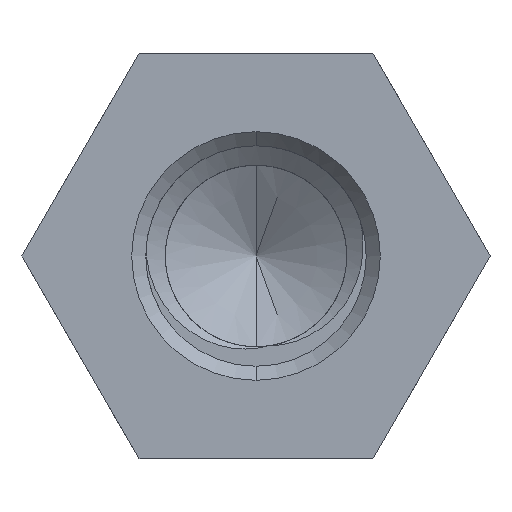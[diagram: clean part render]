
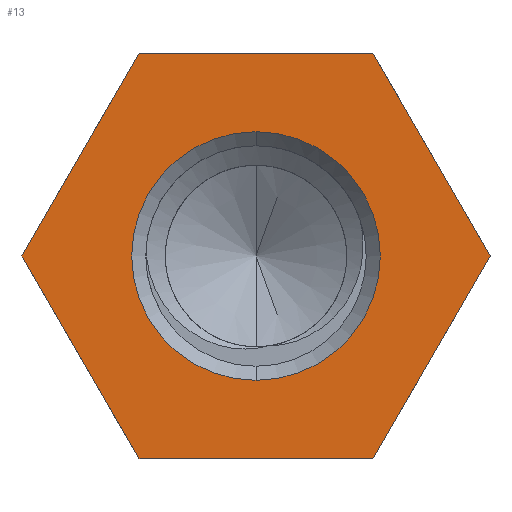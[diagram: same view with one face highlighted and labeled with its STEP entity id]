
A CAD part, front view. The second image highlights one B-rep face of the part: STEP entity #13.
In plain terms, the highlighted planar face has unit normal (0, -1, 0).
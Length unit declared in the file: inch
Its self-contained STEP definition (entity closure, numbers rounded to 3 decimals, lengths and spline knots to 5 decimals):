
#1 = ORIENTED_EDGE ( 'NONE', *, *, #24, .T. ) ;
#2 = EDGE_LOOP ( 'NONE', ( #1, #9 ) ) ;
#3 = EDGE_LOOP ( 'NONE', ( #3048, #3035, #3047, #1691, #1694, #3040 ) ) ;
#9 = ORIENTED_EDGE ( 'NONE', *, *, #10, .T. ) ;
#10 = EDGE_CURVE ( 'NONE', #3697, #3698, #1712, .T. ) ;
#13 = ADVANCED_FACE ( 'NONE', ( #1759, #1758 ), #1757, .T. ) ;
#19 = VERTEX_POINT ( 'NONE', #1752 ) ;
#20 = VERTEX_POINT ( 'NONE', #1751 ) ;
#24 = EDGE_CURVE ( 'NONE', #3698, #3697, #1746, .T. ) ;
#1520 = CARTESIAN_POINT ( 'NONE',  ( 0., 0., -0.0767 ) ) ;
#1521 = CARTESIAN_POINT ( 'NONE',  ( 0., 0., 0.0767 ) ) ;
#1691 = ORIENTED_EDGE ( 'NONE', *, *, #3043, .F. ) ;
#1694 = ORIENTED_EDGE ( 'NONE', *, *, #3038, .F. ) ;
#1708 = DIRECTION ( 'NONE',  ( 0., 0., 1. ) ) ;
#1709 = DIRECTION ( 'NONE',  ( 0., 1., 0. ) ) ;
#1710 = CARTESIAN_POINT ( 'NONE',  ( 0., 0., 0. ) ) ;
#1711 = AXIS2_PLACEMENT_3D ( 'NONE', #1710, #1709, #1708 ) ;
#1712 = CIRCLE ( 'NONE', #1711, 0.0767 ) ;
#1742 = DIRECTION ( 'NONE',  ( 0., 0., 1. ) ) ;
#1743 = DIRECTION ( 'NONE',  ( 0., 1., 0. ) ) ;
#1744 = CARTESIAN_POINT ( 'NONE',  ( 0., 0., 0. ) ) ;
#1745 = AXIS2_PLACEMENT_3D ( 'NONE', #1744, #1743, #1742 ) ;
#1746 = CIRCLE ( 'NONE', #1745, 0.0767 ) ;
#1751 = CARTESIAN_POINT ( 'NONE',  ( 0.07217, 0., 0.125 ) ) ;
#1752 = CARTESIAN_POINT ( 'NONE',  ( -0.14434, 0., 0. ) ) ;
#1753 = DIRECTION ( 'NONE',  ( 0., 0., -1. ) ) ;
#1754 = DIRECTION ( 'NONE',  ( 0., -1., 0. ) ) ;
#1755 = CARTESIAN_POINT ( 'NONE',  ( 0.068, 0., 0. ) ) ;
#1756 = AXIS2_PLACEMENT_3D ( 'NONE', #1755, #1754, #1753 ) ;
#1757 = PLANE ( 'NONE',  #1756 ) ;
#1758 = FACE_OUTER_BOUND ( 'NONE', #3, .T. ) ;
#1759 = FACE_BOUND ( 'NONE', #2, .T. ) ;
#1969 = DIRECTION ( 'NONE',  ( -1., 0., 0. ) ) ;
#1970 = VECTOR ( 'NONE', #1969, 39.37008 ) ;
#1971 = CARTESIAN_POINT ( 'NONE',  ( 0.07217, 0., -0.125 ) ) ;
#1972 = LINE ( 'NONE', #1971, #1970 ) ;
#1974 = CARTESIAN_POINT ( 'NONE',  ( -0.07217, 0., -0.125 ) ) ;
#1975 = DIRECTION ( 'NONE',  ( 1., 0., 0. ) ) ;
#1976 = VECTOR ( 'NONE', #1975, 39.37008 ) ;
#1977 = CARTESIAN_POINT ( 'NONE',  ( -0.07217, 0., 0.125 ) ) ;
#1978 = LINE ( 'NONE', #1977, #1976 ) ;
#1980 = CARTESIAN_POINT ( 'NONE',  ( -0.07217, 0., 0.125 ) ) ;
#1988 = CARTESIAN_POINT ( 'NONE',  ( -0.14434, 0., 0. ) ) ;
#1989 = LINE ( 'NONE', #1988, #2053 ) ;
#2006 = DIRECTION ( 'NONE',  ( -0.5, 0., 0.866 ) ) ;
#2007 = VECTOR ( 'NONE', #2006, 39.37008 ) ;
#2008 = CARTESIAN_POINT ( 'NONE',  ( -0.07217, 0., -0.125 ) ) ;
#2009 = LINE ( 'NONE', #2008, #2007 ) ;
#2010 = CARTESIAN_POINT ( 'NONE',  ( 0.07217, 0., -0.125 ) ) ;
#2011 = DIRECTION ( 'NONE',  ( -0.5, 0., -0.866 ) ) ;
#2012 = VECTOR ( 'NONE', #2011, 39.37008 ) ;
#2013 = CARTESIAN_POINT ( 'NONE',  ( 0.14434, 0., 0. ) ) ;
#2014 = LINE ( 'NONE', #2013, #2012 ) ;
#2047 = CARTESIAN_POINT ( 'NONE',  ( 0.14434, 0., 0. ) ) ;
#2048 = DIRECTION ( 'NONE',  ( 0.5, 0., -0.866 ) ) ;
#2049 = VECTOR ( 'NONE', #2048, 39.37008 ) ;
#2050 = CARTESIAN_POINT ( 'NONE',  ( 0.07217, 0., 0.125 ) ) ;
#2051 = LINE ( 'NONE', #2050, #2049 ) ;
#2052 = DIRECTION ( 'NONE',  ( 0.5, 0., 0.866 ) ) ;
#2053 = VECTOR ( 'NONE', #2052, 39.37008 ) ;
#3030 = VERTEX_POINT ( 'NONE', #1980 ) ;
#3032 = EDGE_CURVE ( 'NONE', #3030, #20, #1978, .T. ) ;
#3033 = VERTEX_POINT ( 'NONE', #1974 ) ;
#3035 = ORIENTED_EDGE ( 'NONE', *, *, #3032, .F. ) ;
#3038 = EDGE_CURVE ( 'NONE', #3041, #3033, #1972, .T. ) ;
#3039 = EDGE_CURVE ( 'NONE', #3059, #3041, #2014, .T. ) ;
#3040 = ORIENTED_EDGE ( 'NONE', *, *, #3039, .F. ) ;
#3041 = VERTEX_POINT ( 'NONE', #2010 ) ;
#3043 = EDGE_CURVE ( 'NONE', #3033, #19, #2009, .T. ) ;
#3047 = ORIENTED_EDGE ( 'NONE', *, *, #3053, .F. ) ;
#3048 = ORIENTED_EDGE ( 'NONE', *, *, #3054, .F. ) ;
#3053 = EDGE_CURVE ( 'NONE', #19, #3030, #1989, .T. ) ;
#3054 = EDGE_CURVE ( 'NONE', #20, #3059, #2051, .T. ) ;
#3059 = VERTEX_POINT ( 'NONE', #2047 ) ;
#3697 = VERTEX_POINT ( 'NONE', #1521 ) ;
#3698 = VERTEX_POINT ( 'NONE', #1520 ) ;
